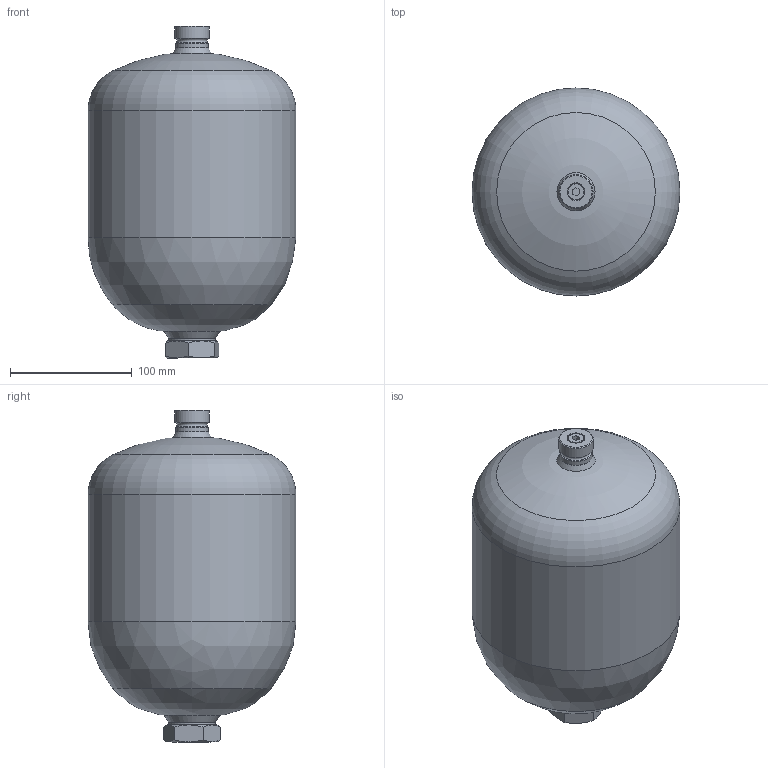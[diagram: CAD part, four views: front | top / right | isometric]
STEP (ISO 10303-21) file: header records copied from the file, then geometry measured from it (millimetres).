
FILE_DESCRIPTION(/* description */ ('Unknown'),/* implementation_level */ '2;1');
FILE_NAME(/* name */ 'AC.20500-001',/* time_stamp */ '2023-07-26T09:28:35+02:00',/* author */ ('Unknown'),/* organization */ ('Unknown'),/* preprocessor_version */ 'ST-DEVELOPER v18.102',/* originating_system */ 'Solid Edge',/* authorisation */ 'Unknown');
FILE_SCHEMA (('AUTOMOTIVE_DESIGN {1 0 10303 214 3 1 1}'));
Length unit declared in the file: millimetre
Products named in the file (8): 858_280.1315.032; SHELL 2.8 250; G S N M28 X 1.5_14; C3_0; AMW-2.8-P-250-C-C3-8-M  _436_411_Fillet 2_oa_0; AMW-2.8-P-250-C-C3-8-M  _436_411_Fillet 2_oa_1; WASHER_6; M8 SCERW_11
Assembly tree (7 placements, depth 2):
  858_280.1315.032
    SHELL 2.8 250
    G S N M28 X 1.5_14
    C3_0
    AMW-2.8-P-250-C-C3-8-M  _436_411_Fillet 2_oa_0
    AMW-2.8-P-250-C-C3-8-M  _436_411_Fillet 2_oa_1
    WASHER_6
    M8 SCERW_11
Bounding box: 170.5 x 170.5 x 272.28 mm (x, y, z)
Volume: 4430904.4 mm3; surface area: 149712.7 mm2
Topology: 7 solids, 7 shells, 74 faces, 149 edges, 89 vertices
Faces by surface type: plane 29, cone 23, cylinder 14, sphere 4, torus 4
Full cylindrical faces by diameter (mm): 6.917 x1, 8 x2, 10.5 x1, 12.85 x1, 14 x1, 14.2 x1, 24.117 x2, 27 x1, 28 x1, 34 x1, 38 x1, 170.5 x1
Entity records: 2477 total; most frequent: CARTESIAN_POINT 461, DIRECTION 307, ORIENTED_EDGE 222, AXIS2_PLACEMENT_3D 138, EDGE_LOOP 117, FACE_BOUND 117, EDGE_CURVE 111, VERTEX_POINT 84
